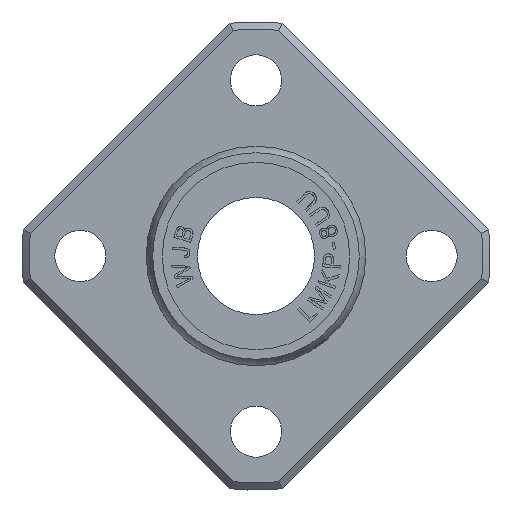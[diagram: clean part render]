
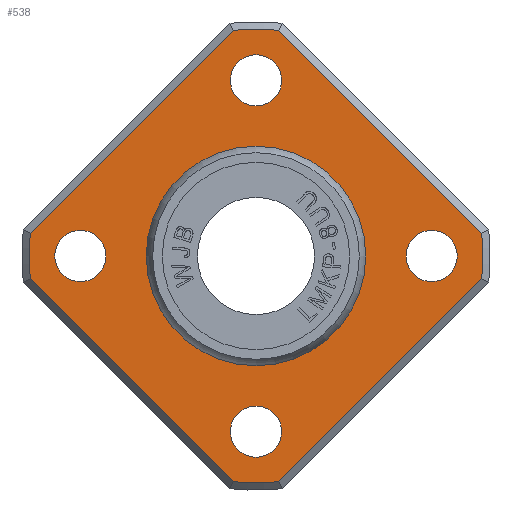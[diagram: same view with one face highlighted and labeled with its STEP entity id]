
A CAD part, left-side view. The second image highlights one B-rep face of the part: STEP entity #538.
In plain terms, the highlighted planar face has unit normal (-1, 0, 0).
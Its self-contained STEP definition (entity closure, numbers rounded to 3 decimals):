
#538=ADVANCED_FACE('',(#1686,#1687,#1688,#1689,#1690,#1691),#896,.T.);
#896=PLANE('',#6501);
#1139=CIRCLE('',#6478,15.5);
#1141=CIRCLE('',#6481,15.5);
#1143=CIRCLE('',#6484,15.5);
#1145=CIRCLE('',#6487,15.5);
#1150=CIRCLE('',#6496,7.309);
#1151=CIRCLE('',#6497,1.75);
#1152=CIRCLE('',#6498,1.75);
#1153=CIRCLE('',#6499,1.75);
#1154=CIRCLE('',#6500,1.75);
#1282=B_SPLINE_CURVE_WITH_KNOTS('',3,(#9566,#9567,#9568,#9569),.UNSPECIFIED.,
 .F.,.F.,(4,4),(0.,1.),.UNSPECIFIED.);
#1283=B_SPLINE_CURVE_WITH_KNOTS('',3,(#9570,#9571,#9572,#9573),.UNSPECIFIED.,
 .F.,.F.,(4,4),(0.,1.),.UNSPECIFIED.);
#1284=B_SPLINE_CURVE_WITH_KNOTS('',3,(#9574,#9575,#9576,#9577),.UNSPECIFIED.,
 .F.,.F.,(4,4),(0.,1.),.UNSPECIFIED.);
#1285=B_SPLINE_CURVE_WITH_KNOTS('',3,(#9578,#9579,#9580,#9581),.UNSPECIFIED.,
 .F.,.F.,(4,4),(0.,1.),.UNSPECIFIED.);
#1686=FACE_BOUND('',#1812,.T.);
#1687=FACE_BOUND('',#1813,.T.);
#1688=FACE_BOUND('',#1814,.T.);
#1689=FACE_BOUND('',#1815,.T.);
#1690=FACE_BOUND('',#1816,.T.);
#1691=FACE_BOUND('',#1817,.T.);
#1812=EDGE_LOOP('',(#2477));
#1813=EDGE_LOOP('',(#2478));
#1814=EDGE_LOOP('',(#2479));
#1815=EDGE_LOOP('',(#2480));
#1816=EDGE_LOOP('',(#2481));
#1817=EDGE_LOOP('',(#2482,#2483,#2484,#2485,#2486,#2487,#2488,#2489));
#2477=ORIENTED_EDGE('',*,*,#4844,.F.);
#2478=ORIENTED_EDGE('',*,*,#4845,.T.);
#2479=ORIENTED_EDGE('',*,*,#4846,.T.);
#2480=ORIENTED_EDGE('',*,*,#4847,.T.);
#2481=ORIENTED_EDGE('',*,*,#4848,.T.);
#2482=ORIENTED_EDGE('',*,*,#4827,.F.);
#2483=ORIENTED_EDGE('',*,*,#4849,.F.);
#2484=ORIENTED_EDGE('',*,*,#4819,.F.);
#2485=ORIENTED_EDGE('',*,*,#4850,.F.);
#2486=ORIENTED_EDGE('',*,*,#4831,.F.);
#2487=ORIENTED_EDGE('',*,*,#4851,.F.);
#2488=ORIENTED_EDGE('',*,*,#4824,.F.);
#2489=ORIENTED_EDGE('',*,*,#4852,.F.);
#4223=VERTEX_POINT('',#9470);
#4224=VERTEX_POINT('',#9471);
#4227=VERTEX_POINT('',#9488);
#4229=VERTEX_POINT('',#9491);
#4231=VERTEX_POINT('',#9500);
#4232=VERTEX_POINT('',#9501);
#4235=VERTEX_POINT('',#9515);
#4236=VERTEX_POINT('',#9516);
#4245=VERTEX_POINT('',#9557);
#4246=VERTEX_POINT('',#9559);
#4247=VERTEX_POINT('',#9561);
#4248=VERTEX_POINT('',#9563);
#4249=VERTEX_POINT('',#9565);
#4819=EDGE_CURVE('',#4223,#4224,#1139,.T.);
#4824=EDGE_CURVE('',#4227,#4229,#1141,.T.);
#4827=EDGE_CURVE('',#4231,#4232,#1143,.T.);
#4831=EDGE_CURVE('',#4235,#4236,#1145,.T.);
#4844=EDGE_CURVE('',#4245,#4245,#1150,.T.);
#4845=EDGE_CURVE('',#4246,#4246,#1151,.T.);
#4846=EDGE_CURVE('',#4247,#4247,#1152,.T.);
#4847=EDGE_CURVE('',#4248,#4248,#1153,.T.);
#4848=EDGE_CURVE('',#4249,#4249,#1154,.T.);
#4849=EDGE_CURVE('',#4224,#4231,#1282,.T.);
#4850=EDGE_CURVE('',#4236,#4223,#1283,.T.);
#4851=EDGE_CURVE('',#4229,#4235,#1284,.T.);
#4852=EDGE_CURVE('',#4232,#4227,#1285,.T.);
#6478=AXIS2_PLACEMENT_3D('',#9469,#7021,#7022);
#6481=AXIS2_PLACEMENT_3D('',#9490,#7027,#7028);
#6484=AXIS2_PLACEMENT_3D('',#9499,#7033,#7034);
#6487=AXIS2_PLACEMENT_3D('',#9514,#7039,#7040);
#6496=AXIS2_PLACEMENT_3D('',#9556,#7060,#7061);
#6497=AXIS2_PLACEMENT_3D('',#9558,#7062,#7063);
#6498=AXIS2_PLACEMENT_3D('',#9560,#7064,#7065);
#6499=AXIS2_PLACEMENT_3D('',#9562,#7066,#7067);
#6500=AXIS2_PLACEMENT_3D('',#9564,#7068,#7069);
#6501=AXIS2_PLACEMENT_3D('',#9582,#7070,#7071);
#7021=DIRECTION('',(1.,0.,0.));
#7022=DIRECTION('',(0.,0.,-1.));
#7027=DIRECTION('',(1.,0.,0.));
#7028=DIRECTION('',(0.,0.,-1.));
#7033=DIRECTION('',(1.,0.,0.));
#7034=DIRECTION('',(0.,0.,-1.));
#7039=DIRECTION('',(1.,0.,0.));
#7040=DIRECTION('',(0.,0.,-1.));
#7060=DIRECTION('',(-1.,0.,0.));
#7061=DIRECTION('',(0.,0.,1.));
#7062=DIRECTION('',(1.,0.,0.));
#7063=DIRECTION('',(0.,1.,0.));
#7064=DIRECTION('',(1.,0.,0.));
#7065=DIRECTION('',(0.,1.,0.));
#7066=DIRECTION('',(1.,0.,0.));
#7067=DIRECTION('',(0.,1.,0.));
#7068=DIRECTION('',(1.,0.,0.));
#7069=DIRECTION('',(0.,1.,0.));
#7070=DIRECTION('',(-1.,0.,0.));
#7071=DIRECTION('',(0.,0.,1.));
#9469=CARTESIAN_POINT('',(5.,0.,0.));
#9470=CARTESIAN_POINT('',(5.,-1.548,-15.422));
#9471=CARTESIAN_POINT('',(5.,1.548,-15.422));
#9488=CARTESIAN_POINT('',(5.,1.548,15.422));
#9490=CARTESIAN_POINT('',(5.,0.,0.));
#9491=CARTESIAN_POINT('',(5.,-1.548,15.422));
#9499=CARTESIAN_POINT('',(5.,0.,0.));
#9500=CARTESIAN_POINT('',(5.,15.422,-1.548));
#9501=CARTESIAN_POINT('',(5.,15.422,1.548));
#9514=CARTESIAN_POINT('',(5.,0.,0.));
#9515=CARTESIAN_POINT('',(5.,-15.422,1.548));
#9516=CARTESIAN_POINT('',(5.,-15.422,-1.548));
#9556=CARTESIAN_POINT('',(5.,0.,0.));
#9557=CARTESIAN_POINT('',(5.,0.,7.309));
#9558=CARTESIAN_POINT('',(5.,12.,0.));
#9559=CARTESIAN_POINT('',(5.,10.25,0.));
#9560=CARTESIAN_POINT('',(5.,-12.,0.));
#9561=CARTESIAN_POINT('',(5.,-13.75,0.));
#9562=CARTESIAN_POINT('',(5.,0.,12.));
#9563=CARTESIAN_POINT('',(5.,-1.75,12.));
#9564=CARTESIAN_POINT('',(5.,0.,-12.));
#9565=CARTESIAN_POINT('',(5.,-1.75,-12.));
#9566=CARTESIAN_POINT('',(5.,1.548,-15.422));
#9567=CARTESIAN_POINT('',(5.,6.173,-10.798));
#9568=CARTESIAN_POINT('',(5.,10.798,-6.173));
#9569=CARTESIAN_POINT('',(5.,15.422,-1.548));
#9570=CARTESIAN_POINT('',(5.,-15.422,-1.548));
#9571=CARTESIAN_POINT('',(5.,-10.798,-6.173));
#9572=CARTESIAN_POINT('',(5.,-6.173,-10.798));
#9573=CARTESIAN_POINT('',(5.,-1.548,-15.422));
#9574=CARTESIAN_POINT('',(5.,-1.548,15.422));
#9575=CARTESIAN_POINT('',(5.,-6.173,10.798));
#9576=CARTESIAN_POINT('',(5.,-10.798,6.173));
#9577=CARTESIAN_POINT('',(5.,-15.422,1.548));
#9578=CARTESIAN_POINT('',(5.,15.422,1.548));
#9579=CARTESIAN_POINT('',(5.,10.798,6.173));
#9580=CARTESIAN_POINT('',(5.,6.173,10.798));
#9581=CARTESIAN_POINT('',(5.,1.548,15.422));
#9582=CARTESIAN_POINT('',(5.,0.,11.655));
